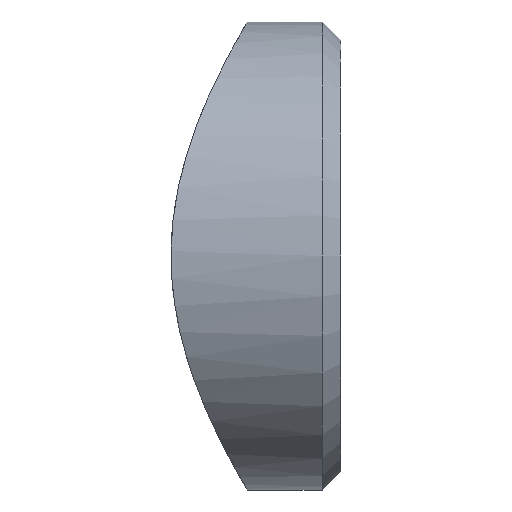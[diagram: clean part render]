
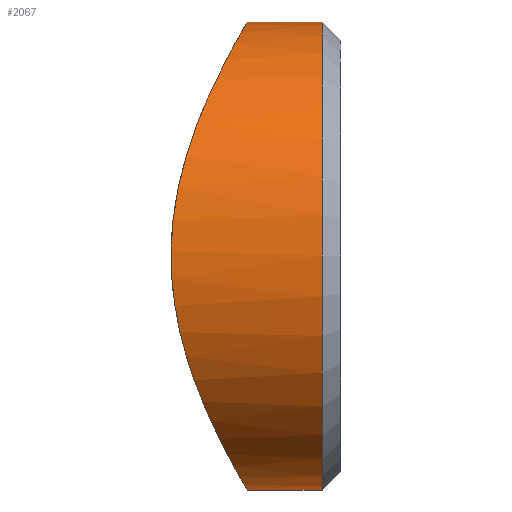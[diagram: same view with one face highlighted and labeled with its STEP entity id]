
A CAD part, left-side view. The second image highlights one B-rep face of the part: STEP entity #2067.
In plain terms, the highlighted cylindrical face has radius 12.5 mm (diameter 25 mm), a partial arc.
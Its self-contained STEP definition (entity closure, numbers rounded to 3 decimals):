
#381 = CARTESIAN_POINT ( 'NONE',  ( -4.099, 5.396, 11.816 ) ) ;
#413 = FACE_OUTER_BOUND ( 'NONE', #4597, .T. ) ;
#504 = CARTESIAN_POINT ( 'NONE',  ( -11.68, 8.506, -4.472 ) ) ;
#584 = CARTESIAN_POINT ( 'NONE',  ( -12.5, 9.077, 0.422 ) ) ;
#623 = CARTESIAN_POINT ( 'NONE',  ( -2.097, 5.1, -12.33 ) ) ;
#661 = CARTESIAN_POINT ( 'NONE',  ( -12.5, 9.077, -0.839 ) ) ;
#905 = CARTESIAN_POINT ( 'NONE',  ( 0., 5., 12.5 ) ) ;
#1086 = CARTESIAN_POINT ( 'NONE',  ( 0., 5., -12.5 ) ) ;
#1100 = ORIENTED_EDGE ( 'NONE', *, *, #10418, .T. ) ;
#1105 = DIRECTION ( 'NONE',  ( 0., 0., -1. ) ) ;
#1108 = EDGE_CURVE ( 'NONE', #8449, #4481, #12206, .T. ) ;
#1417 = CARTESIAN_POINT ( 'NONE',  ( -5.241, 5.654, -11.356 ) ) ;
#1458 = CARTESIAN_POINT ( 'NONE',  ( -12.478, 9.061, 0.847 ) ) ;
#1537 = CARTESIAN_POINT ( 'NONE',  ( -12.165, 8.837, 2.905 ) ) ;
#1555 = CARTESIAN_POINT ( 'NONE',  ( 0., 1., 0. ) ) ;
#1577 = CARTESIAN_POINT ( 'NONE',  ( -7.651, 6.426, -9.893 ) ) ;
#1798 = ORIENTED_EDGE ( 'NONE', *, *, #2770, .F. ) ;
#1966 = DIRECTION ( 'NONE',  ( 0., -1., 0. ) ) ;
#2067 = ADVANCED_FACE ( 'NONE', ( #413 ), #5986, .T. ) ;
#2369 = CARTESIAN_POINT ( 'NONE',  ( -3.313, 5.245, -12.081 ) ) ;
#2400 = VECTOR ( 'NONE', #5710, 1000. ) ;
#2455 = CARTESIAN_POINT ( 'NONE',  ( -8.29, 6.678, 9.389 ) ) ;
#2539 = CARTESIAN_POINT ( 'NONE',  ( -12.393, 9., 1.682 ) ) ;
#2637 = DIRECTION ( 'NONE',  ( 0., 1., 0. ) ) ;
#2770 = EDGE_CURVE ( 'NONE', #8945, #11309, #9629, .T. ) ;
#3368 = CARTESIAN_POINT ( 'NONE',  ( -11.206, 8.2, -5.597 ) ) ;
#3405 = CARTESIAN_POINT ( 'NONE',  ( -1.686, 5.063, -12.393 ) ) ;
#4248 = CARTESIAN_POINT ( 'NONE',  ( -5.611, 5.753, -11.177 ) ) ;
#4282 = CARTESIAN_POINT ( 'NONE',  ( -11.818, 8.599, 4.094 ) ) ;
#4327 = CARTESIAN_POINT ( 'NONE',  ( -0.423, 5., -12.5 ) ) ;
#4362 = CARTESIAN_POINT ( 'NONE',  ( -10.816, 7.96, -6.317 ) ) ;
#4410 = CARTESIAN_POINT ( 'NONE',  ( -8.268, 6.676, -9.384 ) ) ;
#4481 = VERTEX_POINT ( 'NONE', #9284 ) ;
#4597 = EDGE_LOOP ( 'NONE', ( #1798, #1100, #5421, #6647 ) ) ;
#4865 = CARTESIAN_POINT ( 'NONE',  ( 0., 10., 0. ) ) ;
#4924 = AXIS2_PLACEMENT_3D ( 'NONE', #4865, #1966, #1105 ) ;
#5138 = CARTESIAN_POINT ( 'NONE',  ( -1.674, 5.05, 12.415 ) ) ;
#5219 = CARTESIAN_POINT ( 'NONE',  ( -7.331, 6.305, -10.133 ) ) ;
#5263 = CARTESIAN_POINT ( 'NONE',  ( -9.416, 7.196, -8.26 ) ) ;
#5339 = CARTESIAN_POINT ( 'NONE',  ( -11.201, 8.197, 5.608 ) ) ;
#5421 = ORIENTED_EDGE ( 'NONE', *, *, #1108, .T. ) ;
#5710 = DIRECTION ( 'NONE',  ( 0., -1., 0. ) ) ;
#5986 = CYLINDRICAL_SURFACE ( 'NONE', #4924, 12.5 ) ;
#5995 = CARTESIAN_POINT ( 'NONE',  ( -3.303, 5.255, 12.063 ) ) ;
#6081 = CARTESIAN_POINT ( 'NONE',  ( -6.67, 6.073, 10.58 ) ) ;
#6119 = CARTESIAN_POINT ( 'NONE',  ( -9.416, 7.196, 8.26 ) ) ;
#6157 = CARTESIAN_POINT ( 'NONE',  ( -10.82, 7.962, 6.311 ) ) ;
#6190 = CARTESIAN_POINT ( 'NONE',  ( -6.324, 5.962, -10.79 ) ) ;
#6267 = CARTESIAN_POINT ( 'NONE',  ( -4.099, 5.385, -11.838 ) ) ;
#6647 = ORIENTED_EDGE ( 'NONE', *, *, #7839, .T. ) ;
#6894 = CARTESIAN_POINT ( 'NONE',  ( -0.845, 5., 12.5 ) ) ;
#6933 = CARTESIAN_POINT ( 'NONE',  ( -4.486, 5.476, 11.675 ) ) ;
#7067 = CARTESIAN_POINT ( 'NONE',  ( -6.667, 6.073, -10.581 ) ) ;
#7112 = CARTESIAN_POINT ( 'NONE',  ( -12.33, 8.954, 2.094 ) ) ;
#7151 = CARTESIAN_POINT ( 'NONE',  ( -9.922, 7.458, -7.645 ) ) ;
#7233 = CARTESIAN_POINT ( 'NONE',  ( -12.062, 8.765, 3.305 ) ) ;
#7578 = CARTESIAN_POINT ( 'NONE',  ( 0., 10., 12.5 ) ) ;
#7839 = EDGE_CURVE ( 'NONE', #4481, #11309, #11270, .T. ) ;
#7864 = CARTESIAN_POINT ( 'NONE',  ( -2.897, 5.195, 12.167 ) ) ;
#8043 = CARTESIAN_POINT ( 'NONE',  ( -7.676, 6.426, 9.899 ) ) ;
#8081 = CARTESIAN_POINT ( 'NONE',  ( -12.063, 8.766, -3.301 ) ) ;
#8166 = CARTESIAN_POINT ( 'NONE',  ( -11.82, 8.6, -4.088 ) ) ;
#8204 = CARTESIAN_POINT ( 'NONE',  ( -0.85, 5.013, -12.478 ) ) ;
#8449 = VERTEX_POINT ( 'NONE', #1086 ) ;
#8524 = CARTESIAN_POINT ( 'NONE',  ( 0., 10., -12.5 ) ) ;
#8904 = CARTESIAN_POINT ( 'NONE',  ( -5.606, 5.751, 11.18 ) ) ;
#8945 = VERTEX_POINT ( 'NONE', #905 ) ;
#9066 = CARTESIAN_POINT ( 'NONE',  ( -12.416, 9.015, -1.668 ) ) ;
#9088 = DIRECTION ( 'NONE',  ( 0., 0., 1. ) ) ;
#9147 = CARTESIAN_POINT ( 'NONE',  ( 0., 5., -12.5 ) ) ;
#9284 = CARTESIAN_POINT ( 'NONE',  ( 0., 1., -12.5 ) ) ;
#9629 = LINE ( 'NONE', #7578, #2400 ) ;
#9881 = CARTESIAN_POINT ( 'NONE',  ( -11.676, 8.504, 4.483 ) ) ;
#9926 = CARTESIAN_POINT ( 'NONE',  ( -9.93, 7.462, 7.635 ) ) ;
#9965 = CARTESIAN_POINT ( 'NONE',  ( -12.167, 8.839, -2.895 ) ) ;
#10415 = VECTOR ( 'NONE', #12208, 1000. ) ;
#10418 = EDGE_CURVE ( 'NONE', #8945, #8449, #11404, .T. ) ;
#10866 = CARTESIAN_POINT ( 'NONE',  ( -8.566, 6.805, -9.112 ) ) ;
#11119 = CARTESIAN_POINT ( 'NONE',  ( 0., 1., 12.5 ) ) ;
#11270 = CIRCLE ( 'NONE', #11875, 12.5 ) ;
#11309 = VERTEX_POINT ( 'NONE', #11119 ) ;
#11404 = B_SPLINE_CURVE_WITH_KNOTS ( 'NONE', 3,
 ( #11653, #6894, #5138, #7864, #5995, #381, #6933, #11699, #8904, #11743, #6081, #8043, #2455, #6119, #9926, #6157, #5339, #9881, #4282, #7233, #1537, #7112, #2539, #1458, #584, #661, #9066, #9965, #8081, #8166, #504, #3368, #4362, #7151, #5263, #10866, #4410, #1577, #5219, #7067, #6190, #4248, #1417, #6267, #2369, #623, #3405, #8204, #4327, #9147 ),
 .UNSPECIFIED., .F., .F.,
 ( 4, 2, 2, 2, 2, 2, 2, 2, 2, 2, 2, 2, 2, 2, 2, 2, 2, 2, 2, 2, 2, 2, 2, 2, 4 ),
 ( 0.04, 0.043, 0.044, 0.045, 0.046, 0.048, 0.05, 0.053, 0.055, 0.056, 0.058, 0.059, 0.06, 0.063, 0.064, 0.065, 0.068, 0.07, 0.071, 0.073, 0.074, 0.075, 0.078, 0.079, 0.08 ),
 .UNSPECIFIED. ) ;
#11653 = CARTESIAN_POINT ( 'NONE',  ( 0., 5., 12.5 ) ) ;
#11699 = CARTESIAN_POINT ( 'NONE',  ( -5.24, 5.654, 11.356 ) ) ;
#11743 = CARTESIAN_POINT ( 'NONE',  ( -6.321, 5.961, 10.792 ) ) ;
#11875 = AXIS2_PLACEMENT_3D ( 'NONE', #1555, #2637, #9088 ) ;
#12206 = LINE ( 'NONE', #8524, #10415 ) ;
#12208 = DIRECTION ( 'NONE',  ( 0., -1., 0. ) ) ;
